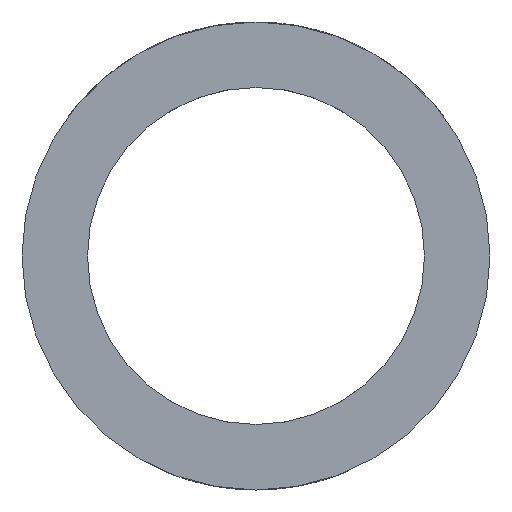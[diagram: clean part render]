
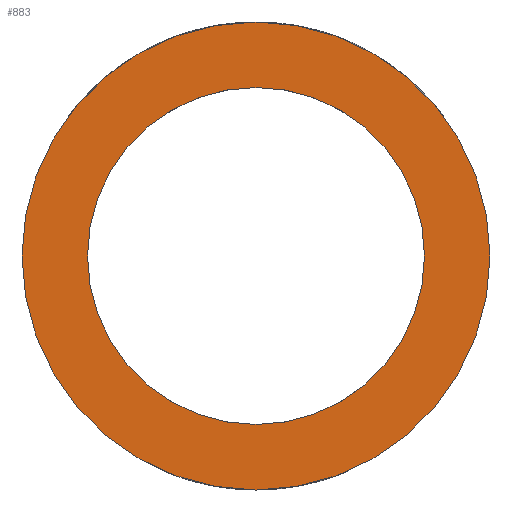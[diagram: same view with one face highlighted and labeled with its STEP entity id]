
A CAD part, front view. The second image highlights one B-rep face of the part: STEP entity #883.
In plain terms, the highlighted planar face has unit normal (0, -1, 0).
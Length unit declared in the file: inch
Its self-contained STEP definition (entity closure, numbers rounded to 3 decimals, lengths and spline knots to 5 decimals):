
#16 = CARTESIAN_POINT ( 'NONE',  ( 0., 0., 0. ) ) ;
#18 = CARTESIAN_POINT ( 'NONE',  ( 0., 0., 0.25 ) ) ;
#68 = AXIS2_PLACEMENT_3D ( 'NONE', #812, #1019, #205 ) ;
#77 = EDGE_LOOP ( 'NONE', ( #685, #276 ) ) ;
#205 = DIRECTION ( 'NONE',  ( 0., 0., 1. ) ) ;
#276 = ORIENTED_EDGE ( 'NONE', *, *, #895, .F. ) ;
#304 = EDGE_CURVE ( 'NONE', #807, #388, #504, .T. ) ;
#307 = CARTESIAN_POINT ( 'NONE',  ( 0., 0., 0. ) ) ;
#318 = CARTESIAN_POINT ( 'NONE',  ( 0., 0., 0. ) ) ;
#370 = FACE_BOUND ( 'NONE', #510, .T. ) ;
#388 = VERTEX_POINT ( 'NONE', #18 ) ;
#427 = DIRECTION ( 'NONE',  ( 0., 0., 1. ) ) ;
#462 = ORIENTED_EDGE ( 'NONE', *, *, #814, .T. ) ;
#476 = AXIS2_PLACEMENT_3D ( 'NONE', #16, #653, #1247 ) ;
#504 = CIRCLE ( 'NONE', #68, 0.25 ) ;
#510 = EDGE_LOOP ( 'NONE', ( #462, #1309 ) ) ;
#513 = DIRECTION ( 'NONE',  ( 0., 1., 0. ) ) ;
#518 = DIRECTION ( 'NONE',  ( 0., 1., 0. ) ) ;
#583 = FACE_OUTER_BOUND ( 'NONE', #77, .T. ) ;
#618 = CIRCLE ( 'NONE', #913, 0.18 ) ;
#653 = DIRECTION ( 'NONE',  ( 0., 1., 0. ) ) ;
#682 = VERTEX_POINT ( 'NONE', #1214 ) ;
#685 = ORIENTED_EDGE ( 'NONE', *, *, #304, .F. ) ;
#754 = CIRCLE ( 'NONE', #476, 0.18 ) ;
#807 = VERTEX_POINT ( 'NONE', #909 ) ;
#812 = CARTESIAN_POINT ( 'NONE',  ( 0., 0., 0. ) ) ;
#814 = EDGE_CURVE ( 'NONE', #842, #682, #618, .T. ) ;
#819 = CARTESIAN_POINT ( 'NONE',  ( 0., 0., -0.18 ) ) ;
#829 = PLANE ( 'NONE',  #1321 ) ;
#833 = CARTESIAN_POINT ( 'NONE',  ( 0., 0., 0. ) ) ;
#842 = VERTEX_POINT ( 'NONE', #819 ) ;
#883 = ADVANCED_FACE ( 'NONE', ( #583, #370 ), #829, .F. ) ;
#895 = EDGE_CURVE ( 'NONE', #388, #807, #901, .T. ) ;
#901 = CIRCLE ( 'NONE', #1180, 0.25 ) ;
#909 = CARTESIAN_POINT ( 'NONE',  ( 0., 0., -0.25 ) ) ;
#913 = AXIS2_PLACEMENT_3D ( 'NONE', #318, #518, #1237 ) ;
#956 = EDGE_CURVE ( 'NONE', #682, #842, #754, .T. ) ;
#1019 = DIRECTION ( 'NONE',  ( 0., 1., 0. ) ) ;
#1036 = DIRECTION ( 'NONE',  ( 0., 1., 0. ) ) ;
#1180 = AXIS2_PLACEMENT_3D ( 'NONE', #307, #513, #1331 ) ;
#1214 = CARTESIAN_POINT ( 'NONE',  ( 0., 0., 0.18 ) ) ;
#1237 = DIRECTION ( 'NONE',  ( 0., 0., 1. ) ) ;
#1247 = DIRECTION ( 'NONE',  ( 0., 0., 1. ) ) ;
#1309 = ORIENTED_EDGE ( 'NONE', *, *, #956, .T. ) ;
#1321 = AXIS2_PLACEMENT_3D ( 'NONE', #833, #1036, #427 ) ;
#1331 = DIRECTION ( 'NONE',  ( 0., 0., 1. ) ) ;
